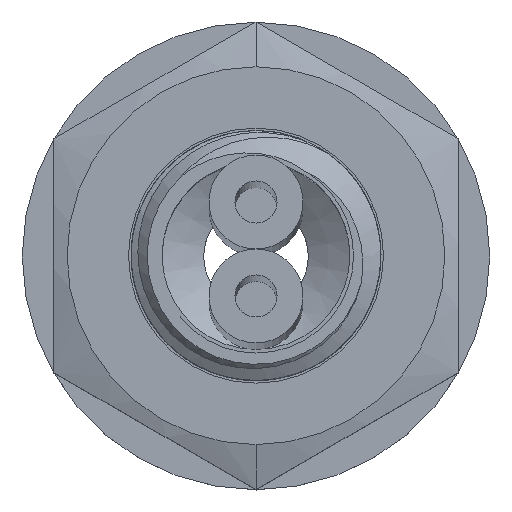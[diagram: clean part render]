
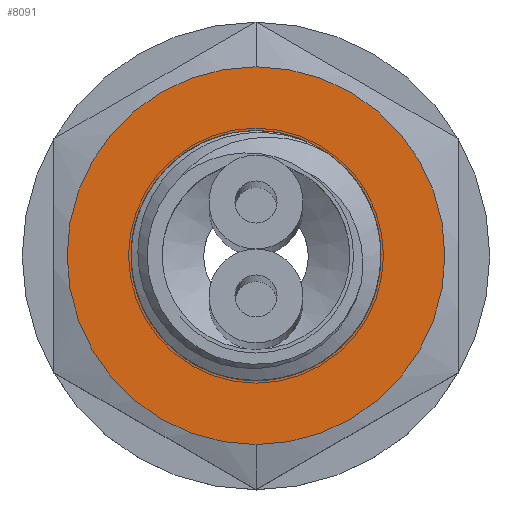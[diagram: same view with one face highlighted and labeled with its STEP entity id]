
A CAD part, top view. The second image highlights one B-rep face of the part: STEP entity #8091.
In plain terms, the highlighted planar face has unit normal (0, 0, 1).
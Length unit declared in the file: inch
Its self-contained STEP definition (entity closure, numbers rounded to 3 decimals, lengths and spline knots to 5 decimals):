
#7786=CARTESIAN_POINT('',(0.,0.,0.0625));
#7787=DIRECTION('',(0.,0.,1.));
#7788=DIRECTION('',(-1.,0.,0.));
#7789=AXIS2_PLACEMENT_3D('',#7786,#7787,#7788);
#7791=CARTESIAN_POINT('',(0.,0.,0.0625));
#7792=DIRECTION('',(0.,0.,1.));
#7793=DIRECTION('',(1.,0.,0.));
#7794=AXIS2_PLACEMENT_3D('',#7791,#7792,#7793);
#7796=CARTESIAN_POINT('',(0.,0.,0.0625));
#7797=DIRECTION('',(0.,0.,-1.));
#7798=DIRECTION('',(0.,1.,0.));
#7799=AXIS2_PLACEMENT_3D('',#7796,#7797,#7798);
#7801=CARTESIAN_POINT('',(0.,0.,0.0625));
#7802=DIRECTION('',(0.,0.,-1.));
#7803=DIRECTION('',(0.,-1.,0.));
#7804=AXIS2_PLACEMENT_3D('',#7801,#7802,#7803);
#8006=CARTESIAN_POINT('',(-0.1035,0.,0.0625));
#8007=CARTESIAN_POINT('',(0.1035,0.,0.0625));
#8008=VERTEX_POINT('',#8006);
#8009=VERTEX_POINT('',#8007);
#8014=CARTESIAN_POINT('',(0.,0.175,0.0625));
#8015=CARTESIAN_POINT('',(0.,-0.175,0.0625));
#8016=VERTEX_POINT('',#8014);
#8017=VERTEX_POINT('',#8015);
#8076=CARTESIAN_POINT('',(0.,0.,0.0625));
#8077=DIRECTION('',(0.,0.,1.));
#8078=DIRECTION('',(1.,0.,0.));
#8079=AXIS2_PLACEMENT_3D('',#8076,#8077,#8078);
#8080=PLANE('',#8079);
#8082=ORIENTED_EDGE('',*,*,#8081,.T.);
#8084=ORIENTED_EDGE('',*,*,#8083,.T.);
#8085=EDGE_LOOP('',(#8082,#8084));
#8086=FACE_OUTER_BOUND('',#8085,.F.);
#8087=ORIENTED_EDGE('',*,*,#8056,.T.);
#8088=ORIENTED_EDGE('',*,*,#8070,.T.);
#8089=EDGE_LOOP('',(#8087,#8088));
#8090=FACE_BOUND('',#8089,.F.);
#8091=ADVANCED_FACE('',(#8086,#8090),#8080,.T.);
#7790=CIRCLE('',#7789,0.1035);
#7795=CIRCLE('',#7794,0.1035);
#7800=CIRCLE('',#7799,0.175);
#7805=CIRCLE('',#7804,0.175);
#8056=EDGE_CURVE('',#8008,#8009,#7790,.T.);
#8070=EDGE_CURVE('',#8009,#8008,#7795,.T.);
#8081=EDGE_CURVE('',#8016,#8017,#7800,.T.);
#8083=EDGE_CURVE('',#8017,#8016,#7805,.T.);
